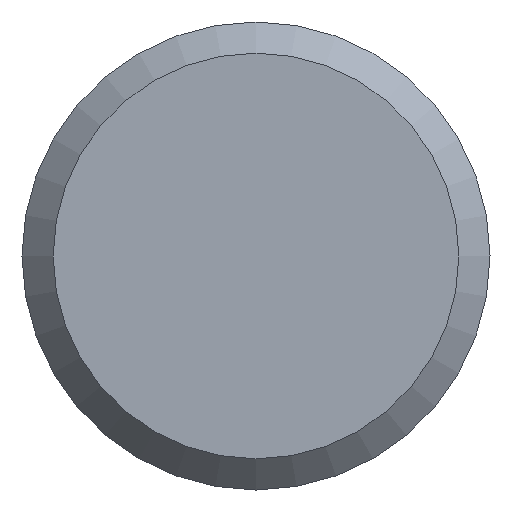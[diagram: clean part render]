
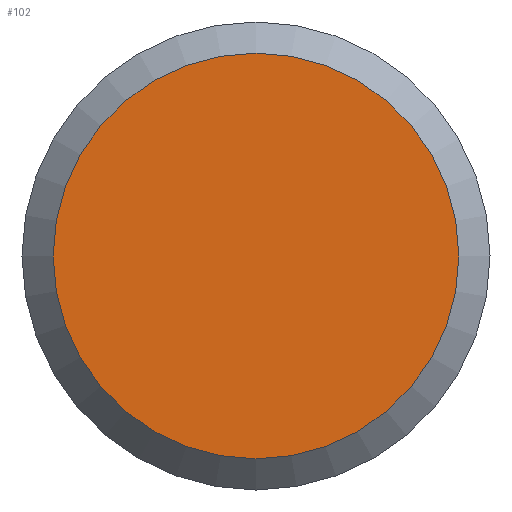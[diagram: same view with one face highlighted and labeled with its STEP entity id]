
A CAD part, left-side view. The second image highlights one B-rep face of the part: STEP entity #102.
In plain terms, the highlighted planar face has unit normal (-1, 0, 0).
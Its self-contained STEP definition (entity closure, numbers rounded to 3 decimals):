
#19=PLANE('',#116);
#35=FACE_OUTER_BOUND('',#46,.T.);
#46=EDGE_LOOP('',(#86));
#59=CIRCLE('',#113,1.3);
#67=VERTEX_POINT('',#168);
#75=EDGE_CURVE('',#67,#67,#59,.T.);
#86=ORIENTED_EDGE('',*,*,#75,.F.);
#102=ADVANCED_FACE('',(#35),#19,.F.);
#113=AXIS2_PLACEMENT_3D('',#169,#134,#135);
#116=AXIS2_PLACEMENT_3D('',#173,#140,#141);
#134=DIRECTION('center_axis',(1.,0.,0.));
#135=DIRECTION('ref_axis',(0.,-1.,0.));
#140=DIRECTION('center_axis',(1.,0.,0.));
#141=DIRECTION('ref_axis',(0.,0.,-1.));
#168=CARTESIAN_POINT('',(0.,1.3,0.));
#169=CARTESIAN_POINT('Origin',(0.,0.,0.));
#173=CARTESIAN_POINT('Origin',(0.,0.,0.));
